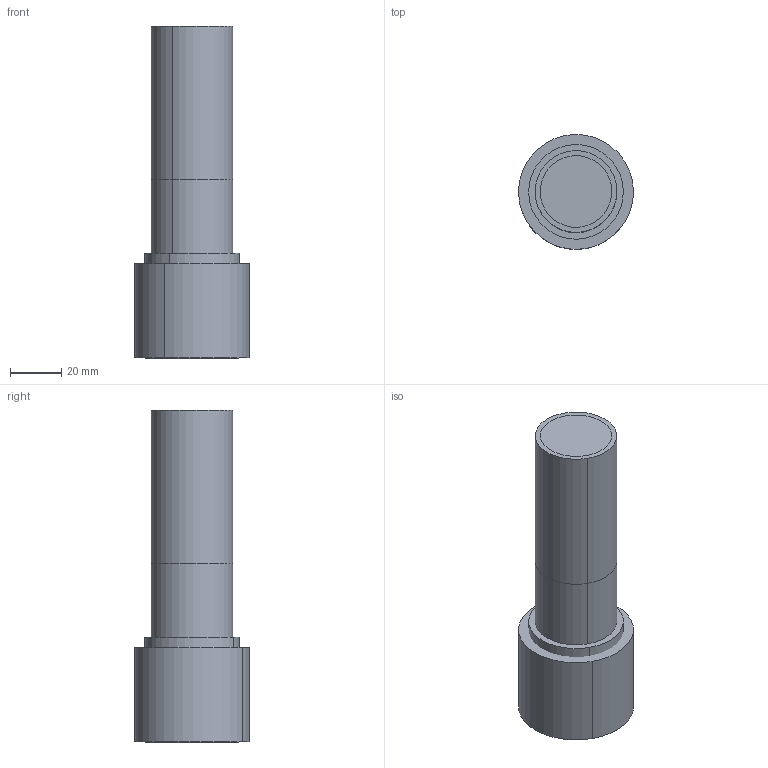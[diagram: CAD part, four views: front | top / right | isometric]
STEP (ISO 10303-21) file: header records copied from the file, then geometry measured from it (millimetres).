
FILE_DESCRIPTION(('CATIA V5 STEP Exchange'),'2;1');
FILE_NAME('3199685N.stp','2012-04-10T08:25:25+00:00',('none'),('none'),'CATIA Version 5 Release 19 SP 7 (IN-10)','CATIA V5 STEP AP214','none');
FILE_SCHEMA(('AUTOMOTIVE_DESIGN { 1 0 10303 214 1 1 1 1 }'));
Length unit declared in the file: millimetre
Products named in the file (1): 60936060_0 Assembly  MTSRH 45-6 
Bounding box: 44.99 x 44.99 x 130 mm (x, y, z)
Volume: 174655.8 mm3; surface area: 24262.1 mm2
Topology: 2 solids, 2 shells, 16 faces, 28 edges, 18 vertices
Faces by surface type: cylinder 8, plane 6, cone 2
Entity records: 383 total; most frequent: CARTESIAN_POINT 59, ORIENTED_EDGE 56, DIRECTION 52, AXIS2_PLACEMENT_3D 31, EDGE_CURVE 28, CIRCLE 18, EDGE_LOOP 18, VERTEX_POINT 18
